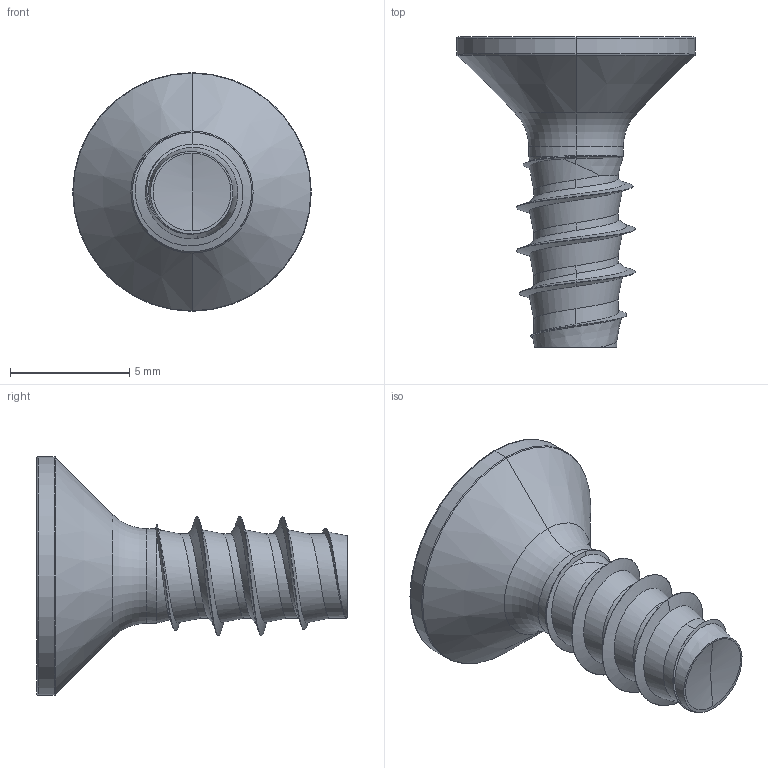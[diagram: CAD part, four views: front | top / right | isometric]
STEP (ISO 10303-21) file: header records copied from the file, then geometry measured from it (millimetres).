
FILE_DESCRIPTION (( 'STEP AP203' ), '1' );
FILE_NAME ('STP410500130.STEP', '2017-08-16T14:03:08', ( '' ), ( '' ), 'SwSTEP 2.0', 'SolidWorks 2015', '' );
FILE_SCHEMA (( 'CONFIG_CONTROL_DESIGN' ));
Length unit declared in the file: millimetre
Products named in the file (1): STP410500130
Bounding box: 10 x 13 x 10 mm (x, y, z)
Volume: 263.4 mm3; surface area: 381.6 mm2
Topology: 1 solids, 1 shells, 90 faces, 218 edges, 130 vertices
Faces by surface type: bspline 35, cylinder 33, cone 12, torus 6, sphere 2, plane 2
Entity records: 12411 total; most frequent: CARTESIAN_POINT 10566, ORIENTED_EDGE 432, DIRECTION 277, EDGE_CURVE 216, VERTEX_POINT 130, AXIS2_PLACEMENT_3D 114, B_SPLINE_CURVE_WITH_KNOTS 100, EDGE_LOOP 92
